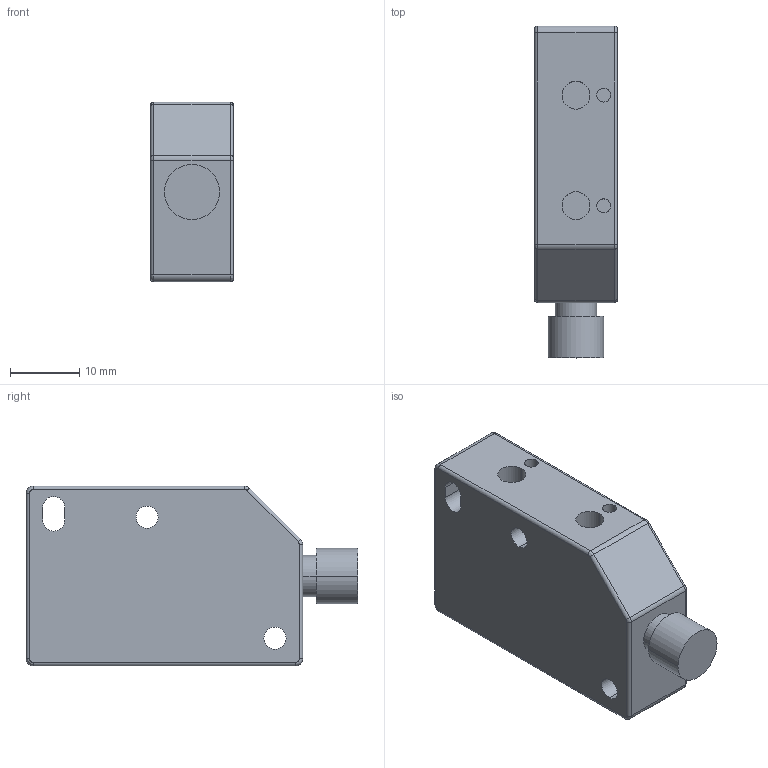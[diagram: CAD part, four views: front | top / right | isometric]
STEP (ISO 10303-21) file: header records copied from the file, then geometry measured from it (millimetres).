
FILE_DESCRIPTION((''),'2;1');
FILE_NAME('F1_D002996A','2006-01-03T',('Pepperl+Fuchs'),('Industriehansa'),'PRO/ENGINEER BY PARAMETRIC TECHNOLOGY CORPORATION, 2005290','PRO/ENGINEER BY PARAMETRIC TECHNOLOGY CORPORATION, 2005290','');
FILE_SCHEMA(('AUTOMOTIVE_DESIGN_CC2 { 1 2 10303 214 -1 1 5 2 }'));
Length unit declared in the file: millimetre
Products named in the file (1): F1_D002996A
Bounding box: 12 x 48 x 26 mm (x, y, z)
Volume: 11895 mm3; surface area: 4289.6 mm2
Topology: 1 solids, 1 shells, 58 faces, 187 edges, 146 vertices
Faces by surface type: cylinder 33, plane 15, bspline 5, torus 5
Entity records: 2835 total; most frequent: CARTESIAN_POINT 401, DIRECTION 387, ORIENTED_EDGE 260, PRESENTATION_STYLE_ASSIGNMENT 207, STYLED_ITEM 201, CURVE_STYLE 194, AXIS2_PLACEMENT_3D 146, EDGE_CURVE 130
